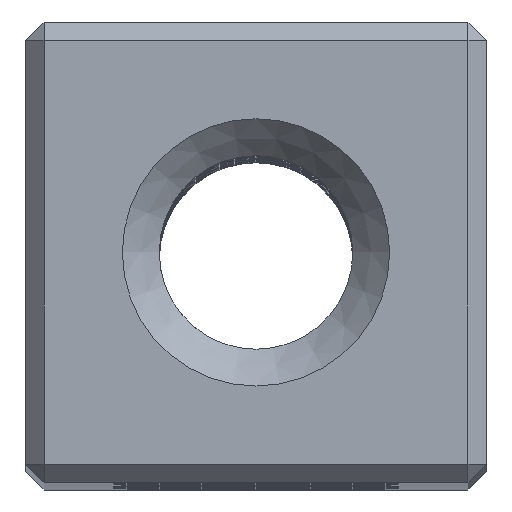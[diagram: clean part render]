
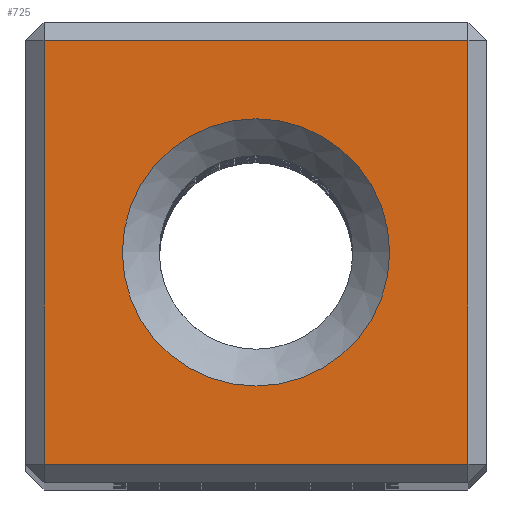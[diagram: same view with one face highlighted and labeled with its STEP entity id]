
A CAD part, top view. The second image highlights one B-rep face of the part: STEP entity #725.
In plain terms, the highlighted planar face has unit normal (0, 0, 1).
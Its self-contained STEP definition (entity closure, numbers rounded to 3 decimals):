
#223 = VERTEX_POINT('',#224);
#224 = CARTESIAN_POINT('',(4.6,-4.6,90.));
#232 = VERTEX_POINT('',#233);
#233 = CARTESIAN_POINT('',(4.6,4.6,90.));
#239 = EDGE_CURVE('',#223,#232,#240,.T.);
#240 = LINE('',#241,#242);
#241 = CARTESIAN_POINT('',(4.6,-5.,90.));
#242 = VECTOR('',#243,1.);
#243 = DIRECTION('',(0.,1.,0.));
#725 = ADVANCED_FACE('',(#726,#737),#762,.T.);
#726 = FACE_BOUND('',#727,.T.);
#727 = EDGE_LOOP('',(#728));
#728 = ORIENTED_EDGE('',*,*,#729,.F.);
#729 = EDGE_CURVE('',#730,#730,#732,.T.);
#730 = VERTEX_POINT('',#731);
#731 = CARTESIAN_POINT('',(2.9,0.,90.));
#732 = CIRCLE('',#733,2.9);
#733 = AXIS2_PLACEMENT_3D('',#734,#735,#736);
#734 = CARTESIAN_POINT('',(0.,0.,90.));
#735 = DIRECTION('',(0.,0.,1.));
#736 = DIRECTION('',(1.,0.,0.));
#737 = FACE_BOUND('',#738,.T.);
#738 = EDGE_LOOP('',(#739,#747,#755,#761));
#739 = ORIENTED_EDGE('',*,*,#740,.T.);
#740 = EDGE_CURVE('',#232,#741,#743,.T.);
#741 = VERTEX_POINT('',#742);
#742 = CARTESIAN_POINT('',(-4.6,4.6,90.));
#743 = LINE('',#744,#745);
#744 = CARTESIAN_POINT('',(5.,4.6,90.));
#745 = VECTOR('',#746,1.);
#746 = DIRECTION('',(-1.,0.,0.));
#747 = ORIENTED_EDGE('',*,*,#748,.T.);
#748 = EDGE_CURVE('',#741,#749,#751,.T.);
#749 = VERTEX_POINT('',#750);
#750 = CARTESIAN_POINT('',(-4.6,-4.6,90.));
#751 = LINE('',#752,#753);
#752 = CARTESIAN_POINT('',(-4.6,5.,90.));
#753 = VECTOR('',#754,1.);
#754 = DIRECTION('',(0.,-1.,0.));
#755 = ORIENTED_EDGE('',*,*,#756,.T.);
#756 = EDGE_CURVE('',#749,#223,#757,.T.);
#757 = LINE('',#758,#759);
#758 = CARTESIAN_POINT('',(-5.,-4.6,90.));
#759 = VECTOR('',#760,1.);
#760 = DIRECTION('',(1.,0.,0.));
#761 = ORIENTED_EDGE('',*,*,#239,.T.);
#762 = PLANE('',#763);
#763 = AXIS2_PLACEMENT_3D('',#764,#765,#766);
#764 = CARTESIAN_POINT('',(0.,0.,90.)
  );
#765 = DIRECTION('',(0.,0.,1.));
#766 = DIRECTION('',(1.,0.,0.));
